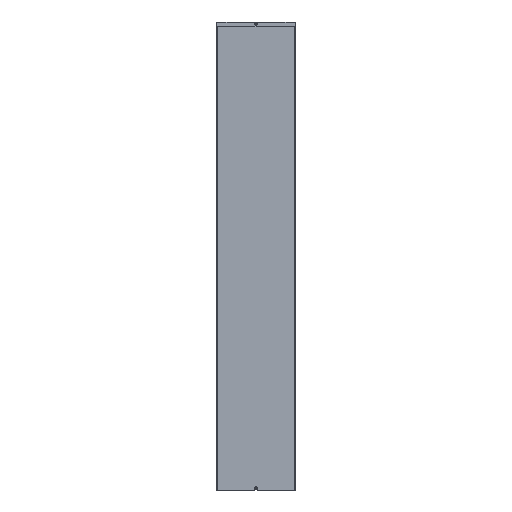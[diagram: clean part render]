
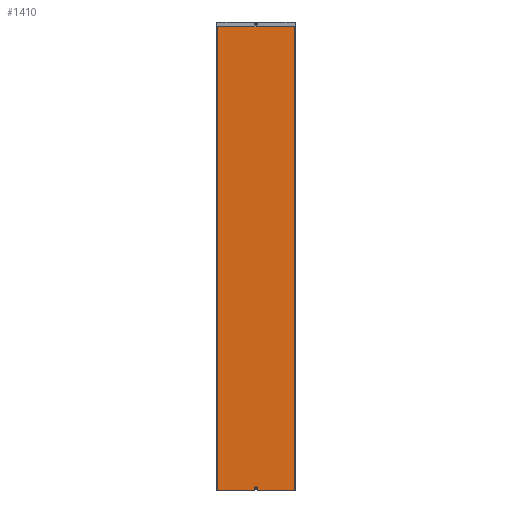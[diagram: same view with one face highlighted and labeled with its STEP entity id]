
A CAD part, front view. The second image highlights one B-rep face of the part: STEP entity #1410.
In plain terms, the highlighted planar face has unit normal (0, -1, 0).
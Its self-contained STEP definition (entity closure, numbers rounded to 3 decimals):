
#17 = CARTESIAN_POINT ( 'NONE',  ( 11.414, 0., -2969. ) ) ;
#96 = AXIS2_PLACEMENT_3D ( 'NONE', #2124, #6595, #2816 ) ;
#412 = VERTEX_POINT ( 'NONE', #6446 ) ;
#416 = ORIENTED_EDGE ( 'NONE', *, *, #7800, .T. ) ;
#429 = ORIENTED_EDGE ( 'NONE', *, *, #7170, .T. ) ;
#508 = CARTESIAN_POINT ( 'NONE',  ( -249., 0., 0. ) ) ;
#584 = CARTESIAN_POINT ( 'NONE',  ( -249., 0., 0. ) ) ;
#675 = CARTESIAN_POINT ( 'NONE',  ( -250., 0., -2969. ) ) ;
#717 = LINE ( 'NONE', #7882, #1773 ) ;
#734 = ORIENTED_EDGE ( 'NONE', *, *, #6110, .F. ) ;
#805 = EDGE_LOOP ( 'NONE', ( #2970, #4878, #5190, #7171, #5947, #7207, #734, #7727, #429, #4284, #416, #6839, #2883 ) ) ;
#980 = LINE ( 'NONE', #2501, #4698 ) ;
#1245 = VECTOR ( 'NONE', #6470, 1000. ) ;
#1269 = CARTESIAN_POINT ( 'NONE',  ( 10.854, 0., -2968.646 ) ) ;
#1331 = CARTESIAN_POINT ( 'NONE',  ( 250., 0., -2969. ) ) ;
#1348 = CARTESIAN_POINT ( 'NONE',  ( 11.414, 0., -2968.5 ) ) ;
#1367 = DIRECTION ( 'NONE',  ( 1., 0., 0. ) ) ;
#1397 = LINE ( 'NONE', #8260, #6677 ) ;
#1410 = ADVANCED_FACE ( 'NONE', ( #4181, #2567 ), #2552, .T. ) ;
#1416 = LINE ( 'NONE', #4871, #2024 ) ;
#1423 = VERTEX_POINT ( 'NONE', #3595 ) ;
#1691 = AXIS2_PLACEMENT_3D ( 'NONE', #6945, #3192, #7562 ) ;
#1773 = VECTOR ( 'NONE', #6623, 1000. ) ;
#2001 = DIRECTION ( 'NONE',  ( 0.707, 0., 0.707 ) ) ;
#2024 = VECTOR ( 'NONE', #6723, 1000. ) ;
#2061 = DIRECTION ( 'NONE',  ( 1., 0., 0. ) ) ;
#2108 = AXIS2_PLACEMENT_3D ( 'NONE', #1331, #3028, #3085 ) ;
#2124 = CARTESIAN_POINT ( 'NONE',  ( -10.5, 0., -2969. ) ) ;
#2241 = DIRECTION ( 'NONE',  ( 0., 1., 0. ) ) ;
#2359 = CARTESIAN_POINT ( 'NONE',  ( 249., 0., -2969. ) ) ;
#2403 = DIRECTION ( 'NONE',  ( 0., 1., 0. ) ) ;
#2480 = VERTEX_POINT ( 'NONE', #5474 ) ;
#2501 = CARTESIAN_POINT ( 'NONE',  ( 11.207, 0., -2969. ) ) ;
#2552 = PLANE ( 'NONE',  #2108 ) ;
#2567 = FACE_OUTER_BOUND ( 'NONE', #805, .T. ) ;
#2708 = VERTEX_POINT ( 'NONE', #8001 ) ;
#2816 = DIRECTION ( 'NONE',  ( 0., 0., 1. ) ) ;
#2853 = VERTEX_POINT ( 'NONE', #7458 ) ;
#2880 = VECTOR ( 'NONE', #2001, 1000. ) ;
#2883 = ORIENTED_EDGE ( 'NONE', *, *, #6693, .T. ) ;
#2894 = EDGE_CURVE ( 'NONE', #2480, #2991, #4461, .T. ) ;
#2911 = CARTESIAN_POINT ( 'NONE',  ( -10.854, 0., -2968.646 ) ) ;
#2970 = ORIENTED_EDGE ( 'NONE', *, *, #4293, .T. ) ;
#2991 = VERTEX_POINT ( 'NONE', #3353 ) ;
#3028 = DIRECTION ( 'NONE',  ( 0., -1., 0. ) ) ;
#3062 = DIRECTION ( 'NONE',  ( 0., 0., 1. ) ) ;
#3085 = DIRECTION ( 'NONE',  ( 1., 0., 0. ) ) ;
#3087 = AXIS2_PLACEMENT_3D ( 'NONE', #6075, #2241, #6708 ) ;
#3184 = VECTOR ( 'NONE', #3062, 1000. ) ;
#3192 = DIRECTION ( 'NONE',  ( 0., -1., 0. ) ) ;
#3245 = AXIS2_PLACEMENT_3D ( 'NONE', #1348, #5887, #2061 ) ;
#3252 = ORIENTED_EDGE ( 'NONE', *, *, #4100, .T. ) ;
#3326 = CARTESIAN_POINT ( 'NONE',  ( -11.207, 0., -2969. ) ) ;
#3353 = CARTESIAN_POINT ( 'NONE',  ( 0., 0., -2962.3 ) ) ;
#3473 = VERTEX_POINT ( 'NONE', #584 ) ;
#3479 = VERTEX_POINT ( 'NONE', #1269 ) ;
#3513 = VECTOR ( 'NONE', #5132, 1000. ) ;
#3589 = CIRCLE ( 'NONE', #1691, 0.5 ) ;
#3595 = CARTESIAN_POINT ( 'NONE',  ( 10.5, 0., -2968.5 ) ) ;
#3641 = CIRCLE ( 'NONE', #3087, 0.5 ) ;
#3717 = CIRCLE ( 'NONE', #4270, 7.3 ) ;
#3814 = VERTEX_POINT ( 'NONE', #2911 ) ;
#3901 = AXIS2_PLACEMENT_3D ( 'NONE', #5722, #5666, #5643 ) ;
#3902 = DIRECTION ( 'NONE',  ( 0., 0., 1. ) ) ;
#4100 = EDGE_CURVE ( 'NONE', #2991, #2480, #3717, .T. ) ;
#4181 = FACE_BOUND ( 'NONE', #5292, .T. ) ;
#4270 = AXIS2_PLACEMENT_3D ( 'NONE', #6227, #2403, #6861 ) ;
#4284 = ORIENTED_EDGE ( 'NONE', *, *, #7469, .T. ) ;
#4293 = EDGE_CURVE ( 'NONE', #3479, #4685, #980, .T. ) ;
#4461 = CIRCLE ( 'NONE', #3901, 7.3 ) ;
#4564 = CIRCLE ( 'NONE', #3245, 0.5 ) ;
#4685 = VERTEX_POINT ( 'NONE', #7134 ) ;
#4698 = VECTOR ( 'NONE', #5055, 1000. ) ;
#4721 = EDGE_CURVE ( 'NONE', #4685, #7555, #4564, .T. ) ;
#4739 = LINE ( 'NONE', #508, #3513 ) ;
#4816 = LINE ( 'NONE', #2359, #3184 ) ;
#4871 = CARTESIAN_POINT ( 'NONE',  ( -250., 0., -2969. ) ) ;
#4878 = ORIENTED_EDGE ( 'NONE', *, *, #4721, .T. ) ;
#4929 = LINE ( 'NONE', #675, #7282 ) ;
#5055 = DIRECTION ( 'NONE',  ( 0.707, 0., -0.707 ) ) ;
#5123 = EDGE_CURVE ( 'NONE', #7555, #6099, #1416, .T. ) ;
#5132 = DIRECTION ( 'NONE',  ( 1., 0., 0. ) ) ;
#5190 = ORIENTED_EDGE ( 'NONE', *, *, #5123, .T. ) ;
#5288 = EDGE_CURVE ( 'NONE', #6099, #6684, #4816, .T. ) ;
#5292 = EDGE_LOOP ( 'NONE', ( #7804, #3252 ) ) ;
#5474 = CARTESIAN_POINT ( 'NONE',  ( 0., 0., -2947.7 ) ) ;
#5638 = VERTEX_POINT ( 'NONE', #6987 ) ;
#5643 = DIRECTION ( 'NONE',  ( 0., 0., 1. ) ) ;
#5666 = DIRECTION ( 'NONE',  ( 0., 1., 0. ) ) ;
#5672 = EDGE_CURVE ( 'NONE', #5638, #6684, #4739, .T. ) ;
#5722 = CARTESIAN_POINT ( 'NONE',  ( 0., 0., -2955. ) ) ;
#5821 = CARTESIAN_POINT ( 'NONE',  ( 250., 0., 0. ) ) ;
#5836 = EDGE_CURVE ( 'NONE', #3473, #5638, #6522, .T. ) ;
#5887 = DIRECTION ( 'NONE',  ( 0., -1., 0. ) ) ;
#5937 = VERTEX_POINT ( 'NONE', #8145 ) ;
#5947 = ORIENTED_EDGE ( 'NONE', *, *, #5672, .F. ) ;
#6075 = CARTESIAN_POINT ( 'NONE',  ( 10.5, 0., -2969. ) ) ;
#6099 = VERTEX_POINT ( 'NONE', #7011 ) ;
#6110 = EDGE_CURVE ( 'NONE', #412, #3473, #1397, .T. ) ;
#6227 = CARTESIAN_POINT ( 'NONE',  ( 0., 0., -2955. ) ) ;
#6377 = EDGE_CURVE ( 'NONE', #412, #5937, #4929, .T. ) ;
#6446 = CARTESIAN_POINT ( 'NONE',  ( -249., 0., -2969. ) ) ;
#6470 = DIRECTION ( 'NONE',  ( 1., 0., 0. ) ) ;
#6522 = LINE ( 'NONE', #5821, #1245 ) ;
#6595 = DIRECTION ( 'NONE',  ( 0., 1., 0. ) ) ;
#6623 = DIRECTION ( 'NONE',  ( 1., 0., 0. ) ) ;
#6677 = VECTOR ( 'NONE', #3902, 1000. ) ;
#6684 = VERTEX_POINT ( 'NONE', #7938 ) ;
#6693 = EDGE_CURVE ( 'NONE', #1423, #3479, #3641, .T. ) ;
#6708 = DIRECTION ( 'NONE',  ( 0., 0., 1. ) ) ;
#6723 = DIRECTION ( 'NONE',  ( 1., 0., 0. ) ) ;
#6839 = ORIENTED_EDGE ( 'NONE', *, *, #7907, .T. ) ;
#6861 = DIRECTION ( 'NONE',  ( 0., 0., 1. ) ) ;
#6945 = CARTESIAN_POINT ( 'NONE',  ( -11.414, 0., -2968.5 ) ) ;
#6987 = CARTESIAN_POINT ( 'NONE',  ( 0., 0., 0. ) ) ;
#7011 = CARTESIAN_POINT ( 'NONE',  ( 249., 0., -2969. ) ) ;
#7134 = CARTESIAN_POINT ( 'NONE',  ( 11.061, 0., -2968.854 ) ) ;
#7170 = EDGE_CURVE ( 'NONE', #5937, #2853, #3589, .T. ) ;
#7171 = ORIENTED_EDGE ( 'NONE', *, *, #5288, .T. ) ;
#7207 = ORIENTED_EDGE ( 'NONE', *, *, #5836, .F. ) ;
#7282 = VECTOR ( 'NONE', #1367, 1000. ) ;
#7458 = CARTESIAN_POINT ( 'NONE',  ( -11.061, 0., -2968.854 ) ) ;
#7469 = EDGE_CURVE ( 'NONE', #2853, #3814, #8055, .T. ) ;
#7555 = VERTEX_POINT ( 'NONE', #17 ) ;
#7562 = DIRECTION ( 'NONE',  ( 1., 0., 0. ) ) ;
#7727 = ORIENTED_EDGE ( 'NONE', *, *, #6377, .T. ) ;
#7800 = EDGE_CURVE ( 'NONE', #3814, #2708, #8261, .T. ) ;
#7804 = ORIENTED_EDGE ( 'NONE', *, *, #2894, .T. ) ;
#7882 = CARTESIAN_POINT ( 'NONE',  ( -250., 0., -2968.5 ) ) ;
#7907 = EDGE_CURVE ( 'NONE', #2708, #1423, #717, .T. ) ;
#7938 = CARTESIAN_POINT ( 'NONE',  ( 249., 0., 0. ) ) ;
#8001 = CARTESIAN_POINT ( 'NONE',  ( -10.5, 0., -2968.5 ) ) ;
#8055 = LINE ( 'NONE', #3326, #2880 ) ;
#8145 = CARTESIAN_POINT ( 'NONE',  ( -11.414, 0., -2969. ) ) ;
#8260 = CARTESIAN_POINT ( 'NONE',  ( -249., 0., -2969. ) ) ;
#8261 = CIRCLE ( 'NONE', #96, 0.5 ) ;
